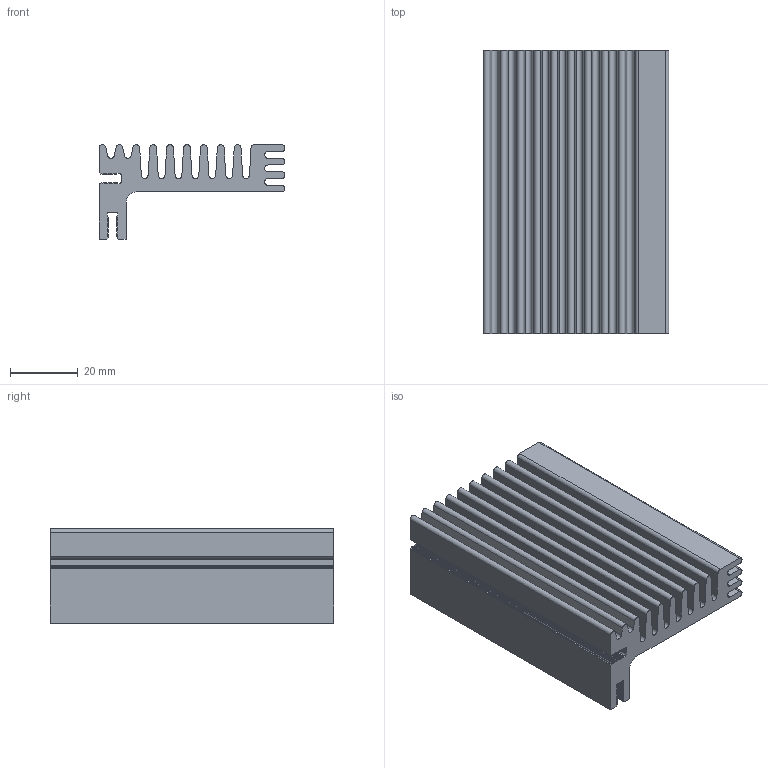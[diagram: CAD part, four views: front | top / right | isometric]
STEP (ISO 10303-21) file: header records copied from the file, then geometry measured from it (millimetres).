
FILE_DESCRIPTION((''),'2;1');
FILE_NAME('HSINK_FISCHER_SK 96 84 SA.stp','2013-12-17T11:06:35',(''),(''),'Mechanical Desktop 2011','Mechanical Desktop 2011',', , ');
FILE_SCHEMA(('AUTOMOTIVE_DESIGN { 1 2 10303 214 1 1 1 1 }'));
Length unit declared in the file: millimetre
Products named in the file (1): Product
Bounding box: 55 x 84 x 28 mm (x, y, z)
Volume: 51341.6 mm3; surface area: 32198.6 mm2
Topology: 1 solids, 1 shells, 254 faces, 756 edges, 504 vertices
Faces by surface type: plane 135, cylinder 119
Entity records: 8623 total; most frequent: CARTESIAN_POINT 1515, ORIENTED_EDGE 1512, DIRECTION 1504, EDGE_CURVE 756, VECTOR 518, LINE 518, VERTEX_POINT 504, AXIS2_PLACEMENT_3D 493
